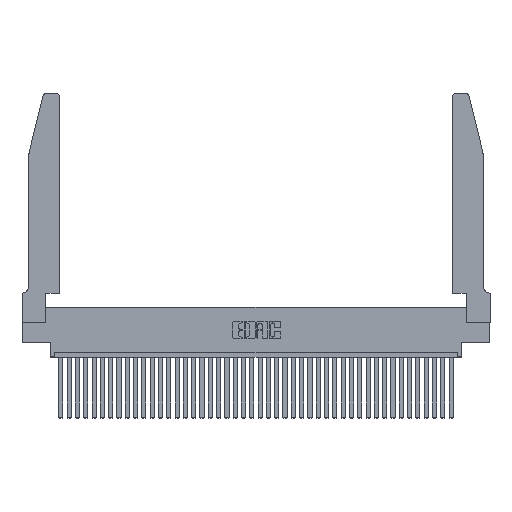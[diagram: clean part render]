
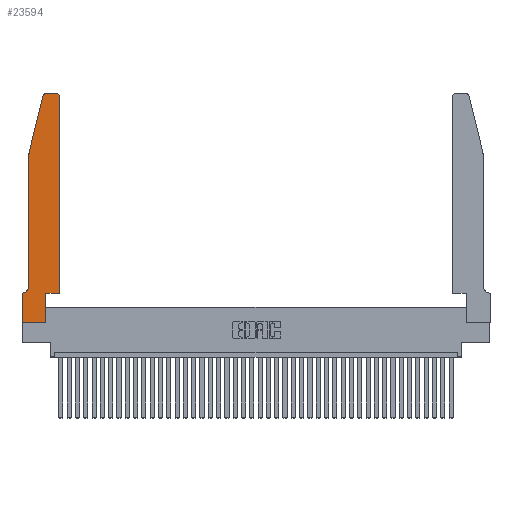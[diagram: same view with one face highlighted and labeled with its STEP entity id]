
A CAD part, top view. The second image highlights one B-rep face of the part: STEP entity #23594.
In plain terms, the highlighted planar face has unit normal (0, 0, 1).
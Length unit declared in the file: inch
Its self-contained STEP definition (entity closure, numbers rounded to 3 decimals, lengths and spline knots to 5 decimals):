
#235 = DIRECTION ( 'NONE',  ( 0., 0., 1. ) ) ;
#326 = ORIENTED_EDGE ( 'NONE', *, *, #8408, .T. ) ;
#530 = LINE ( 'NONE', #20903, #4947 ) ;
#959 = VECTOR ( 'NONE', #26464, 39.37008 ) ;
#1060 = EDGE_CURVE ( 'NONE', #13697, #33164, #15152, .T. ) ;
#1137 = CIRCLE ( 'NONE', #32040, 0.03 ) ;
#1241 = CARTESIAN_POINT ( 'NONE',  ( 0.4505, 0.35, 0.37 ) ) ;
#1491 = DIRECTION ( 'NONE',  ( 0., -1., 0. ) ) ;
#2205 = EDGE_CURVE ( 'NONE', #10045, #36626, #9252, .T. ) ;
#2560 = VECTOR ( 'NONE', #35449, 39.37008 ) ;
#2950 = ORIENTED_EDGE ( 'NONE', *, *, #31062, .T. ) ;
#3270 = CIRCLE ( 'NONE', #11725, 0.03 ) ;
#4195 = VECTOR ( 'NONE', #33067, 39.37008 ) ;
#4712 = EDGE_CURVE ( 'NONE', #17789, #13493, #14854, .T. ) ;
#4947 = VECTOR ( 'NONE', #26981, 39.37008 ) ;
#4956 = AXIS2_PLACEMENT_3D ( 'NONE', #37654, #25379, #28488 ) ;
#5237 = VECTOR ( 'NONE', #1491, 39.37008 ) ;
#6264 = CARTESIAN_POINT ( 'NONE',  ( 0., 0.35, 0.37 ) ) ;
#6293 = LINE ( 'NONE', #34824, #35261 ) ;
#6837 = ORIENTED_EDGE ( 'NONE', *, *, #35883, .T. ) ;
#6908 = VECTOR ( 'NONE', #12443, 39.37008 ) ;
#8042 = CARTESIAN_POINT ( 'NONE',  ( 0.0055, 0.35, 0.37 ) ) ;
#8408 = EDGE_CURVE ( 'NONE', #13493, #14982, #530, .T. ) ;
#8515 = CIRCLE ( 'NONE', #21683, 0.07 ) ;
#8660 = CARTESIAN_POINT ( 'NONE',  ( 0.284, 2.75, 0.37 ) ) ;
#8858 = CARTESIAN_POINT ( 'NONE',  ( 0.0755, 2., 0.37 ) ) ;
#9252 = LINE ( 'NONE', #11457, #959 ) ;
#9995 = LINE ( 'NONE', #36750, #28834 ) ;
#10045 = VERTEX_POINT ( 'NONE', #23609 ) ;
#10541 = CARTESIAN_POINT ( 'NONE',  ( 0., 0., 0.37 ) ) ;
#10620 = EDGE_CURVE ( 'NONE', #28497, #23392, #8515, .T. ) ;
#11457 = CARTESIAN_POINT ( 'NONE',  ( 0.2605, 2.75, 0.37 ) ) ;
#11725 = AXIS2_PLACEMENT_3D ( 'NONE', #33945, #15342, #31078 ) ;
#11805 = EDGE_CURVE ( 'NONE', #23392, #28033, #13165, .T. ) ;
#12443 = DIRECTION ( 'NONE',  ( -0.239, -0.971, 0. ) ) ;
#13135 = VERTEX_POINT ( 'NONE', #35954 ) ;
#13165 = LINE ( 'NONE', #32961, #2560 ) ;
#13329 = ORIENTED_EDGE ( 'NONE', *, *, #11805, .T. ) ;
#13493 = VERTEX_POINT ( 'NONE', #34859 ) ;
#13697 = VERTEX_POINT ( 'NONE', #26789 ) ;
#14125 = VECTOR ( 'NONE', #33950, 39.37008 ) ;
#14768 = DIRECTION ( 'NONE',  ( -1., 0., 0. ) ) ;
#14854 = LINE ( 'NONE', #23912, #4195 ) ;
#14982 = VERTEX_POINT ( 'NONE', #1241 ) ;
#15152 = LINE ( 'NONE', #21415, #6908 ) ;
#15342 = DIRECTION ( 'NONE',  ( 0., 0., 1. ) ) ;
#15676 = CARTESIAN_POINT ( 'NONE',  ( 0.4205, 2.72, 0.37 ) ) ;
#16249 = CARTESIAN_POINT ( 'NONE',  ( 0.0755, 0.42, 0.37 ) ) ;
#16504 = DIRECTION ( 'NONE',  ( 1., 0., 0. ) ) ;
#17789 = VERTEX_POINT ( 'NONE', #36598 ) ;
#20903 = CARTESIAN_POINT ( 'NONE',  ( 0.4505, 0.35, 0.37 ) ) ;
#21415 = CARTESIAN_POINT ( 'NONE',  ( 0.0755, 2., 0.37 ) ) ;
#21422 = ORIENTED_EDGE ( 'NONE', *, *, #29950, .T. ) ;
#21683 = AXIS2_PLACEMENT_3D ( 'NONE', #36488, #36215, #14768 ) ;
#21882 = DIRECTION ( 'NONE',  ( 1., 0., 0. ) ) ;
#22179 = FACE_OUTER_BOUND ( 'NONE', #36211, .T. ) ;
#22462 = ORIENTED_EDGE ( 'NONE', *, *, #34420, .T. ) ;
#23392 = VERTEX_POINT ( 'NONE', #8042 ) ;
#23594 = ADVANCED_FACE ( 'NONE', ( #22179 ), #31428, .T. ) ;
#23609 = CARTESIAN_POINT ( 'NONE',  ( 0.4205, 2.75, 0.37 ) ) ;
#23912 = CARTESIAN_POINT ( 'NONE',  ( 0.2865, 0.35, 0.37 ) ) ;
#24029 = LINE ( 'NONE', #10541, #5237 ) ;
#24085 = DIRECTION ( 'NONE',  ( 0., -1., 0. ) ) ;
#25379 = DIRECTION ( 'NONE',  ( 0., 0., 1. ) ) ;
#26464 = DIRECTION ( 'NONE',  ( -1., 0., 0. ) ) ;
#26789 = CARTESIAN_POINT ( 'NONE',  ( 0.25487, 2.72718, 0.37 ) ) ;
#26981 = DIRECTION ( 'NONE',  ( 1., 0., 0. ) ) ;
#27554 = ORIENTED_EDGE ( 'NONE', *, *, #32565, .T. ) ;
#28033 = VERTEX_POINT ( 'NONE', #6264 ) ;
#28488 = DIRECTION ( 'NONE',  ( 1., 0., 0. ) ) ;
#28497 = VERTEX_POINT ( 'NONE', #16249 ) ;
#28834 = VECTOR ( 'NONE', #24085, 39.37008 ) ;
#29294 = ORIENTED_EDGE ( 'NONE', *, *, #10620, .T. ) ;
#29663 = CARTESIAN_POINT ( 'NONE',  ( 0.4505, 0.35, 0.37 ) ) ;
#29950 = EDGE_CURVE ( 'NONE', #33164, #28497, #9995, .T. ) ;
#30548 = LINE ( 'NONE', #29663, #14125 ) ;
#31062 = EDGE_CURVE ( 'NONE', #31471, #10045, #1137, .T. ) ;
#31078 = DIRECTION ( 'NONE',  ( 1., 0., 0. ) ) ;
#31428 = PLANE ( 'NONE',  #4956 ) ;
#31471 = VERTEX_POINT ( 'NONE', #39160 ) ;
#32040 = AXIS2_PLACEMENT_3D ( 'NONE', #15676, #235, #21882 ) ;
#32565 = EDGE_CURVE ( 'NONE', #14982, #31471, #30548, .T. ) ;
#32961 = CARTESIAN_POINT ( 'NONE',  ( 0.0755, 0.35, 0.37 ) ) ;
#33067 = DIRECTION ( 'NONE',  ( 0., 1., 0. ) ) ;
#33164 = VERTEX_POINT ( 'NONE', #8858 ) ;
#33477 = EDGE_CURVE ( 'NONE', #13135, #17789, #6293, .T. ) ;
#33945 = CARTESIAN_POINT ( 'NONE',  ( 0.284, 2.72, 0.37 ) ) ;
#33950 = DIRECTION ( 'NONE',  ( 0., 1., 0. ) ) ;
#34420 = EDGE_CURVE ( 'NONE', #36626, #13697, #3270, .T. ) ;
#34824 = CARTESIAN_POINT ( 'NONE',  ( 0., 0., 0.37 ) ) ;
#34859 = CARTESIAN_POINT ( 'NONE',  ( 0.2865, 0.35, 0.37 ) ) ;
#35177 = ORIENTED_EDGE ( 'NONE', *, *, #33477, .T. ) ;
#35261 = VECTOR ( 'NONE', #16504, 39.37008 ) ;
#35449 = DIRECTION ( 'NONE',  ( -1., 0., 0. ) ) ;
#35883 = EDGE_CURVE ( 'NONE', #28033, #13135, #24029, .T. ) ;
#35954 = CARTESIAN_POINT ( 'NONE',  ( 0., 0., 0.37 ) ) ;
#36211 = EDGE_LOOP ( 'NONE', ( #38685, #22462, #36523, #21422, #29294, #13329, #6837, #35177, #38077, #326, #27554, #2950 ) ) ;
#36215 = DIRECTION ( 'NONE',  ( 0., 0., -1. ) ) ;
#36488 = CARTESIAN_POINT ( 'NONE',  ( 0.0055, 0.42, 0.37 ) ) ;
#36523 = ORIENTED_EDGE ( 'NONE', *, *, #1060, .T. ) ;
#36598 = CARTESIAN_POINT ( 'NONE',  ( 0.2865, 0., 0.37 ) ) ;
#36626 = VERTEX_POINT ( 'NONE', #8660 ) ;
#36750 = CARTESIAN_POINT ( 'NONE',  ( 0.0755, 2., 0.37 ) ) ;
#37654 = CARTESIAN_POINT ( 'NONE',  ( 0., 0.35, 0.37 ) ) ;
#38077 = ORIENTED_EDGE ( 'NONE', *, *, #4712, .T. ) ;
#38685 = ORIENTED_EDGE ( 'NONE', *, *, #2205, .T. ) ;
#39160 = CARTESIAN_POINT ( 'NONE',  ( 0.4505, 2.72, 0.37 ) ) ;
